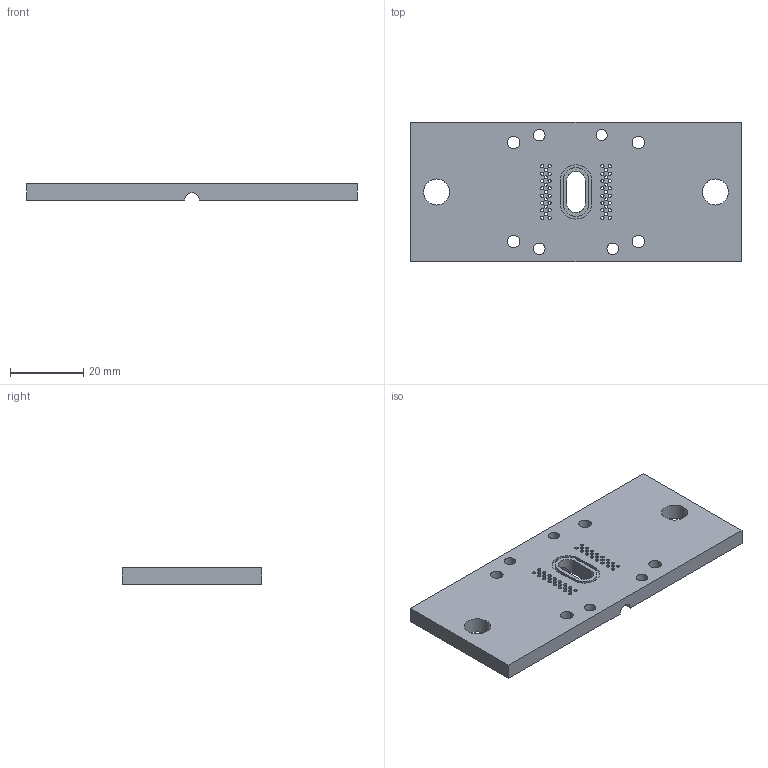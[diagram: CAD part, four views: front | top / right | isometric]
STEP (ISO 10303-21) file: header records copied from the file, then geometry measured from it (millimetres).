
FILE_DESCRIPTION(('FreeCAD Model'),'2;1');
FILE_NAME('probe_top_thumbscrews.step','2017-01-20T00:46:41',('Author'),(''), 'Open CASCADE STEP processor 6.8','FreeCAD','Unknown');
FILE_SCHEMA(('AUTOMOTIVE_DESIGN_CC2 { 1 2 10303 214 -1 1 5 4 }'));
Length unit declared in the file: millimetre
Products named in the file (1): thumbscrew_holes
Bounding box: 90 x 38 x 4.4 mm (x, y, z)
Volume: 13865.8 mm3; surface area: 8842.5 mm2
Topology: 1 solids, 1 shells, 79 faces, 228 edges, 152 vertices
Faces by surface type: cylinder 64, plane 15
Full cylindrical faces by diameter (mm): 0.88 x46, 2.998 x1, 3.137 x3, 3.4 x4, 7.112 x2
Entity records: 6350 total; most frequent: CARTESIAN_POINT 1622, DIRECTION 885, ORIENTED_EDGE 456, PCURVE 456, DEFINITIONAL_REPRESENTATION 456, LINE 406, VECTOR 406, EDGE_CURVE 228
